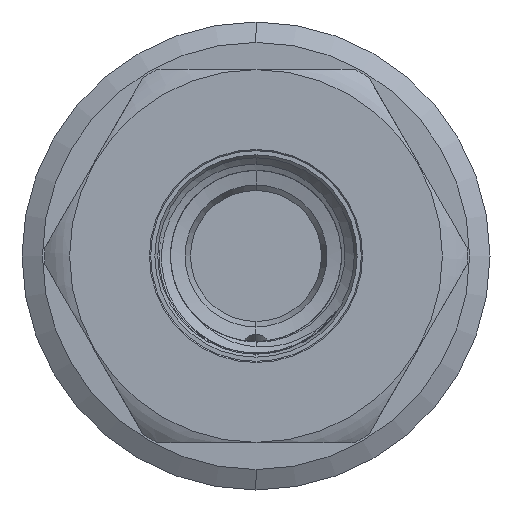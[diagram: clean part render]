
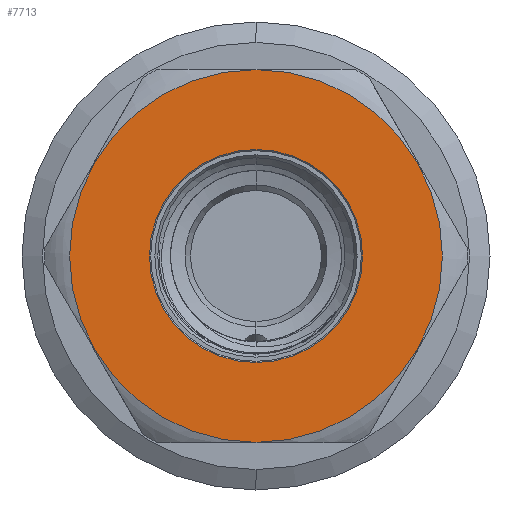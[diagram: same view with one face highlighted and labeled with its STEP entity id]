
A CAD part, left-side view. The second image highlights one B-rep face of the part: STEP entity #7713.
In plain terms, the highlighted planar face has unit normal (-1, 0, 0).
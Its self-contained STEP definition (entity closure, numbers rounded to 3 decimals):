
#177 = EDGE_LOOP ( 'NONE', ( #8831, #9211 ) ) ;
#282 = DIRECTION ( 'NONE',  ( -1., 0., 0. ) ) ;
#326 = CARTESIAN_POINT ( 'NONE',  ( -19., 0., 0. ) ) ;
#347 = DIRECTION ( 'NONE',  ( 0., 0., 1. ) ) ;
#417 = DIRECTION ( 'NONE',  ( -1., 0., 0. ) ) ;
#522 = DIRECTION ( 'NONE',  ( 0., 0., 1. ) ) ;
#528 = CARTESIAN_POINT ( 'NONE',  ( -19., 0., 0. ) ) ;
#811 = DIRECTION ( 'NONE',  ( 0., 0., 1. ) ) ;
#812 = DIRECTION ( 'NONE',  ( -1., 0., 0. ) ) ;
#813 = CARTESIAN_POINT ( 'NONE',  ( -19., 0., 0. ) ) ;
#1444 = DIRECTION ( 'NONE',  ( -1., 0., 0. ) ) ;
#1445 = DIRECTION ( 'NONE',  ( 0., 0., 1. ) ) ;
#1446 = CARTESIAN_POINT ( 'NONE',  ( -19., 0., 0. ) ) ;
#2074 = AXIS2_PLACEMENT_3D ( 'NONE', #528, #417, #522 ) ;
#2081 = AXIS2_PLACEMENT_3D ( 'NONE', #326, #282, #347 ) ;
#2357 = DIRECTION ( 'NONE',  ( -1., 0., 0. ) ) ;
#2358 = DIRECTION ( 'NONE',  ( 0., 0., 1. ) ) ;
#2361 = PLANE ( 'NONE',  #8539 ) ;
#2367 = CARTESIAN_POINT ( 'NONE',  ( -19., 27.453, -15.85 ) ) ;
#3138 = EDGE_LOOP ( 'NONE', ( #8836, #9210 ) ) ;
#3265 = CARTESIAN_POINT ( 'NONE',  ( -19., 0., -9.03 ) ) ;
#3557 = CARTESIAN_POINT ( 'NONE',  ( -19., 0., 15.8 ) ) ;
#3578 = CARTESIAN_POINT ( 'NONE',  ( -19., 0., -15.8 ) ) ;
#3590 = CARTESIAN_POINT ( 'NONE',  ( -19., 0., 9.03 ) ) ;
#4042 = VERTEX_POINT ( 'NONE', #3265 ) ;
#4046 = VERTEX_POINT ( 'NONE', #3590 ) ;
#4110 = VERTEX_POINT ( 'NONE', #3557 ) ;
#4115 = VERTEX_POINT ( 'NONE', #3578 ) ;
#5610 = EDGE_CURVE ( 'NONE', #4046, #4042, #7065, .T. ) ;
#5631 = EDGE_CURVE ( 'NONE', #4115, #4110, #7076, .T. ) ;
#5851 = CIRCLE ( 'NONE', #8526, 15.8 ) ;
#5869 = CIRCLE ( 'NONE', #8476, 9.03 ) ;
#6164 = FACE_OUTER_BOUND ( 'NONE', #3138, .T. ) ;
#6166 = FACE_BOUND ( 'NONE', #177, .T. ) ;
#7065 = CIRCLE ( 'NONE', #2081, 9.03 ) ;
#7076 = CIRCLE ( 'NONE', #2074, 15.8 ) ;
#7713 = ADVANCED_FACE ( 'NONE', ( #6166, #6164 ), #2361, .T. ) ;
#8476 = AXIS2_PLACEMENT_3D ( 'NONE', #813, #812, #811 ) ;
#8526 = AXIS2_PLACEMENT_3D ( 'NONE', #1446, #1444, #1445 ) ;
#8539 = AXIS2_PLACEMENT_3D ( 'NONE', #2367, #2357, #2358 ) ;
#8831 = ORIENTED_EDGE ( 'NONE', *, *, #5610, .F. ) ;
#8836 = ORIENTED_EDGE ( 'NONE', *, *, #9138, .T. ) ;
#8960 = EDGE_CURVE ( 'NONE', #4042, #4046, #5869, .T. ) ;
#9138 = EDGE_CURVE ( 'NONE', #4110, #4115, #5851, .T. ) ;
#9210 = ORIENTED_EDGE ( 'NONE', *, *, #5631, .T. ) ;
#9211 = ORIENTED_EDGE ( 'NONE', *, *, #8960, .F. ) ;
